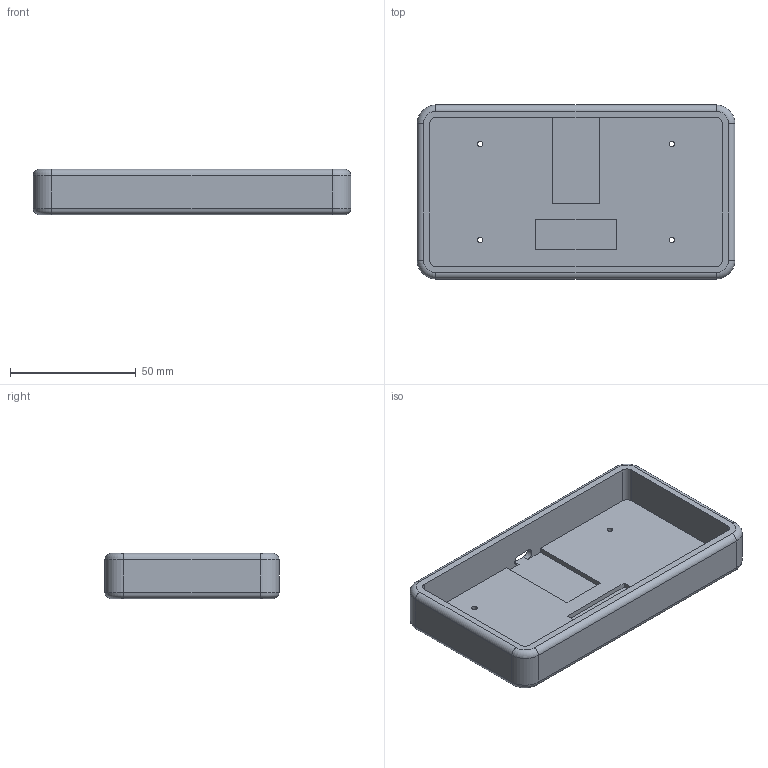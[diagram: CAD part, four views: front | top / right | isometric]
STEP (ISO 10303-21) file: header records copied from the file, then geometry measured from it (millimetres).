
FILE_DESCRIPTION(('HOOPS Exchange Step'),'2;1');
FILE_NAME('temp_export','2025-04-05T14:23:06-04:00',('jscotto'),('Shapr3D Limited'),'HOOPS Exchange 2024.8','Shapr3D','Authorized');
FILE_SCHEMA( ('AP242_MANAGED_MODEL_BASED_3D_ENGINEERING_MIM_LF {1 0 10303 442 1 1 4}') );
Length unit declared in the file: millimetre
Products named in the file (1): Case
Bounding box: 126.3 x 69.15 x 18 mm (x, y, z)
Volume: 49766.6 mm3; surface area: 28993.8 mm2
Topology: 1 solids, 1 shells, 60 faces, 153 edges, 94 vertices
Faces by surface type: cylinder 26, plane 22, torus 10, sphere 2
Full cylindrical faces by diameter (mm): 2.2 x4
Entity records: 1859 total; most frequent: DIRECTION 343, CARTESIAN_POINT 307, ORIENTED_EDGE 302, EDGE_CURVE 151, AXIS2_PLACEMENT_3D 130, VERTEX_POINT 94, VECTOR 83, LINE 83
